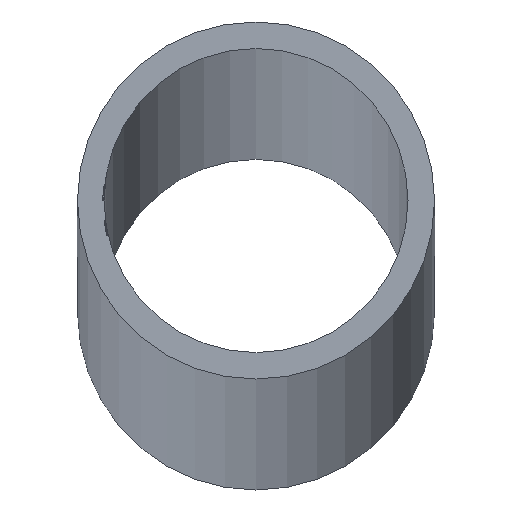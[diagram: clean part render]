
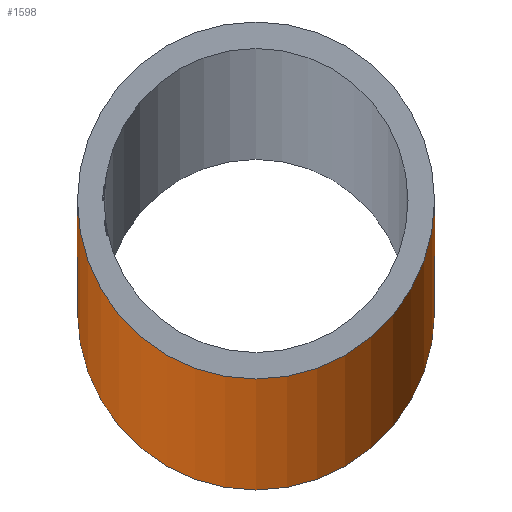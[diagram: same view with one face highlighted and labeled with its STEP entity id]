
A CAD part, top view. The second image highlights one B-rep face of the part: STEP entity #1598.
In plain terms, the highlighted cylindrical face has radius 16.85 mm (diameter 33.7 mm), a partial arc.
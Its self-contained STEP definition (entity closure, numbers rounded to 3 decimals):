
#355 = CARTESIAN_POINT ( 'NONE',  ( -16.85, 0., 0. ) ) ;
#552 = CIRCLE ( 'NONE', #10856, 16.85 ) ;
#1015 = CARTESIAN_POINT ( 'NONE',  ( -16.85, 0., -6000. ) ) ;
#1181 = VECTOR ( 'NONE', #4317, 1000. ) ;
#1270 = DIRECTION ( 'NONE',  ( 1., 0., 0. ) ) ;
#1334 = VERTEX_POINT ( 'NONE', #8432 ) ;
#1584 = FACE_OUTER_BOUND ( 'NONE', #5500, .T. ) ;
#1598 = ADVANCED_FACE ( 'NONE', ( #1584 ), #7689, .T. ) ;
#2015 = EDGE_CURVE ( 'NONE', #2417, #3650, #10582, .T. ) ;
#2269 = AXIS2_PLACEMENT_3D ( 'NONE', #2849, #5303, #6939 ) ;
#2417 = VERTEX_POINT ( 'NONE', #5264 ) ;
#2849 = CARTESIAN_POINT ( 'NONE',  ( 0., 0., -6000. ) ) ;
#3449 = DIRECTION ( 'NONE',  ( 0., 0., 1. ) ) ;
#3570 = CIRCLE ( 'NONE', #9500, 16.85 ) ;
#3650 = VERTEX_POINT ( 'NONE', #355 ) ;
#4137 = ORIENTED_EDGE ( 'NONE', *, *, #2015, .F. ) ;
#4243 = EDGE_CURVE ( 'NONE', #7040, #1334, #4459, .T. ) ;
#4289 = CARTESIAN_POINT ( 'NONE',  ( 16.85, 0., -6000. ) ) ;
#4317 = DIRECTION ( 'NONE',  ( 0., 0., 1. ) ) ;
#4323 = CARTESIAN_POINT ( 'NONE',  ( 0., 0., 0. ) ) ;
#4459 = LINE ( 'NONE', #4289, #8558 ) ;
#4959 = ORIENTED_EDGE ( 'NONE', *, *, #8796, .F. ) ;
#5097 = ORIENTED_EDGE ( 'NONE', *, *, #5190, .T. ) ;
#5184 = DIRECTION ( 'NONE',  ( 0., 0., 1. ) ) ;
#5190 = EDGE_CURVE ( 'NONE', #2417, #7040, #552, .T. ) ;
#5264 = CARTESIAN_POINT ( 'NONE',  ( -16.85, 0., -6000. ) ) ;
#5303 = DIRECTION ( 'NONE',  ( 0., 0., 1. ) ) ;
#5443 = DIRECTION ( 'NONE',  ( 0., 0., 1. ) ) ;
#5500 = EDGE_LOOP ( 'NONE', ( #4137, #5097, #7372, #4959 ) ) ;
#6334 = CARTESIAN_POINT ( 'NONE',  ( 0., 0., -6000. ) ) ;
#6404 = CARTESIAN_POINT ( 'NONE',  ( 16.85, 0., -6000. ) ) ;
#6939 = DIRECTION ( 'NONE',  ( 1., 0., 0. ) ) ;
#7040 = VERTEX_POINT ( 'NONE', #6404 ) ;
#7372 = ORIENTED_EDGE ( 'NONE', *, *, #4243, .T. ) ;
#7689 = CYLINDRICAL_SURFACE ( 'NONE', #2269, 16.85 ) ;
#7767 = DIRECTION ( 'NONE',  ( 1., 0., 0. ) ) ;
#8432 = CARTESIAN_POINT ( 'NONE',  ( 16.85, 0., 0. ) ) ;
#8558 = VECTOR ( 'NONE', #3449, 1000. ) ;
#8796 = EDGE_CURVE ( 'NONE', #3650, #1334, #3570, .T. ) ;
#9500 = AXIS2_PLACEMENT_3D ( 'NONE', #4323, #5184, #7767 ) ;
#10582 = LINE ( 'NONE', #1015, #1181 ) ;
#10856 = AXIS2_PLACEMENT_3D ( 'NONE', #6334, #5443, #1270 ) ;
